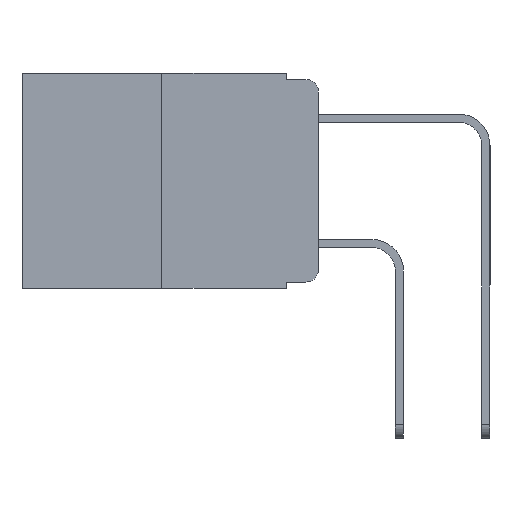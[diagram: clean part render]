
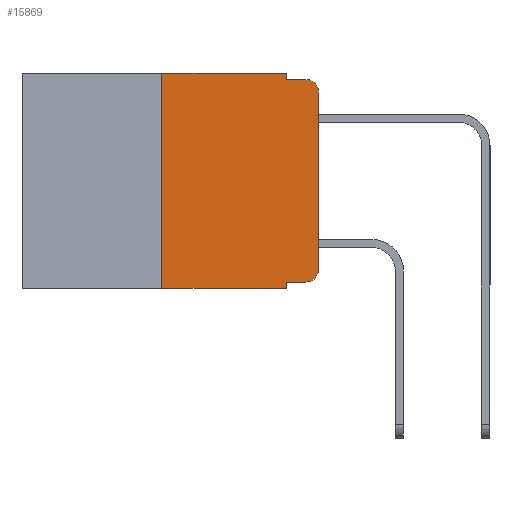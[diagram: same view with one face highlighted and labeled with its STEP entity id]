
A CAD part, left-side view. The second image highlights one B-rep face of the part: STEP entity #15869.
In plain terms, the highlighted planar face has unit normal (-1, 0, 0).
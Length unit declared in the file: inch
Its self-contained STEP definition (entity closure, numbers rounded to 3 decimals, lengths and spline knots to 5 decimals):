
#19 = LINE ( 'NONE', #8804, #3227 ) ;
#638 = VERTEX_POINT ( 'NONE', #14252 ) ;
#921 = EDGE_CURVE ( 'NONE', #7921, #14454, #19, .T. ) ;
#961 = CARTESIAN_POINT ( 'NONE',  ( 0., 0.02, -0.333 ) ) ;
#1177 = EDGE_CURVE ( 'NONE', #14571, #10571, #12636, .T. ) ;
#1381 = LINE ( 'NONE', #3118, #11195 ) ;
#1939 = ORIENTED_EDGE ( 'NONE', *, *, #15503, .T. ) ;
#2538 = CARTESIAN_POINT ( 'NONE',  ( 0., 0.051, 0. ) ) ;
#2767 = ORIENTED_EDGE ( 'NONE', *, *, #1177, .F. ) ;
#2804 = VECTOR ( 'NONE', #7229, 39.37008 ) ;
#3118 = CARTESIAN_POINT ( 'NONE',  ( 0., 0.051, 0. ) ) ;
#3184 = ORIENTED_EDGE ( 'NONE', *, *, #7024, .F. ) ;
#3227 = VECTOR ( 'NONE', #9645, 39.37008 ) ;
#3343 = LINE ( 'NONE', #2538, #13304 ) ;
#3493 = LINE ( 'NONE', #5260, #9882 ) ;
#3525 = CARTESIAN_POINT ( 'NONE',  ( 0., 0.473, 0. ) ) ;
#3812 = DIRECTION ( 'NONE',  ( 0., 0., -1. ) ) ;
#4034 = DIRECTION ( 'NONE',  ( 0., -1., 0. ) ) ;
#4104 = VECTOR ( 'NONE', #9133, 39.37008 ) ;
#4194 = VERTEX_POINT ( 'NONE', #12185 ) ;
#4397 = CARTESIAN_POINT ( 'NONE',  ( 0., 0.02, -0.03 ) ) ;
#4476 = EDGE_CURVE ( 'NONE', #10571, #7921, #3343, .T. ) ;
#4600 = VERTEX_POINT ( 'NONE', #14816 ) ;
#4743 = PLANE ( 'NONE',  #10938 ) ;
#4794 = DIRECTION ( 'NONE',  ( 0., 0., -1. ) ) ;
#5210 = AXIS2_PLACEMENT_3D ( 'NONE', #4397, #13117, #5665 ) ;
#5260 = CARTESIAN_POINT ( 'NONE',  ( 0., 0., 0. ) ) ;
#5368 = ORIENTED_EDGE ( 'NONE', *, *, #16271, .T. ) ;
#5519 = VERTEX_POINT ( 'NONE', #961 ) ;
#5665 = DIRECTION ( 'NONE',  ( 0., 0., -1. ) ) ;
#5945 = CARTESIAN_POINT ( 'NONE',  ( 0., 0.051, -0.333 ) ) ;
#6165 = ORIENTED_EDGE ( 'NONE', *, *, #6173, .F. ) ;
#6173 = EDGE_CURVE ( 'NONE', #4600, #14571, #14365, .T. ) ;
#6323 = DIRECTION ( 'NONE',  ( 0., -1., 0. ) ) ;
#6528 = DIRECTION ( 'NONE',  ( 0., 0., 1. ) ) ;
#6623 = CIRCLE ( 'NONE', #12180, 0.02 ) ;
#6644 = VECTOR ( 'NONE', #4034, 39.37008 ) ;
#6838 = CARTESIAN_POINT ( 'NONE',  ( 0., 0.25, 0. ) ) ;
#7024 = EDGE_CURVE ( 'NONE', #4194, #638, #1381, .T. ) ;
#7229 = DIRECTION ( 'NONE',  ( 0., -1., 0. ) ) ;
#7265 = FACE_OUTER_BOUND ( 'NONE', #13472, .T. ) ;
#7703 = VERTEX_POINT ( 'NONE', #10817 ) ;
#7726 = CARTESIAN_POINT ( 'NONE',  ( 0., 0.02, -0.313 ) ) ;
#7763 = VERTEX_POINT ( 'NONE', #14485 ) ;
#7921 = VERTEX_POINT ( 'NONE', #9950 ) ;
#8763 = EDGE_CURVE ( 'NONE', #4194, #5519, #9609, .T. ) ;
#8804 = CARTESIAN_POINT ( 'NONE',  ( 0., 0.051, -0.01 ) ) ;
#9005 = DIRECTION ( 'NONE',  ( 0., 0., -1. ) ) ;
#9133 = DIRECTION ( 'NONE',  ( 0., 0., 1. ) ) ;
#9161 = CARTESIAN_POINT ( 'NONE',  ( 0., 0.473, -0.343 ) ) ;
#9607 = EDGE_CURVE ( 'NONE', #5519, #7763, #6623, .T. ) ;
#9609 = LINE ( 'NONE', #5945, #2804 ) ;
#9645 = DIRECTION ( 'NONE',  ( 0., -1., 0. ) ) ;
#9691 = CARTESIAN_POINT ( 'NONE',  ( 0., 0.051, 0. ) ) ;
#9882 = VECTOR ( 'NONE', #6528, 39.37008 ) ;
#9950 = CARTESIAN_POINT ( 'NONE',  ( 0., 0.051, -0.01 ) ) ;
#10217 = CARTESIAN_POINT ( 'NONE',  ( 0., 0.473, 0. ) ) ;
#10571 = VERTEX_POINT ( 'NONE', #9691 ) ;
#10817 = CARTESIAN_POINT ( 'NONE',  ( 0., 0., -0.03 ) ) ;
#10938 = AXIS2_PLACEMENT_3D ( 'NONE', #3525, #12311, #4794 ) ;
#11007 = CIRCLE ( 'NONE', #5210, 0.02 ) ;
#11195 = VECTOR ( 'NONE', #15487, 39.37008 ) ;
#11700 = CARTESIAN_POINT ( 'NONE',  ( 0., 0.02, -0.01 ) ) ;
#12048 = ORIENTED_EDGE ( 'NONE', *, *, #921, .F. ) ;
#12180 = AXIS2_PLACEMENT_3D ( 'NONE', #7726, #16172, #9005 ) ;
#12185 = CARTESIAN_POINT ( 'NONE',  ( 0., 0.051, -0.333 ) ) ;
#12311 = DIRECTION ( 'NONE',  ( 1., 0., 0. ) ) ;
#12636 = LINE ( 'NONE', #10217, #15392 ) ;
#12788 = CARTESIAN_POINT ( 'NONE',  ( 0., 0.25, 0. ) ) ;
#13117 = DIRECTION ( 'NONE',  ( -1., 0., 0. ) ) ;
#13153 = ORIENTED_EDGE ( 'NONE', *, *, #8763, .T. ) ;
#13235 = LINE ( 'NONE', #9161, #6644 ) ;
#13304 = VECTOR ( 'NONE', #3812, 39.37008 ) ;
#13472 = EDGE_LOOP ( 'NONE', ( #1939, #5368, #12048, #15185, #2767, #6165, #15915, #3184, #13153, #16281 ) ) ;
#14252 = CARTESIAN_POINT ( 'NONE',  ( 0., 0.051, -0.343 ) ) ;
#14365 = LINE ( 'NONE', #12788, #4104 ) ;
#14454 = VERTEX_POINT ( 'NONE', #11700 ) ;
#14485 = CARTESIAN_POINT ( 'NONE',  ( 0., 0., -0.313 ) ) ;
#14571 = VERTEX_POINT ( 'NONE', #6838 ) ;
#14816 = CARTESIAN_POINT ( 'NONE',  ( 0., 0.25, -0.343 ) ) ;
#15185 = ORIENTED_EDGE ( 'NONE', *, *, #4476, .F. ) ;
#15392 = VECTOR ( 'NONE', #6323, 39.37008 ) ;
#15487 = DIRECTION ( 'NONE',  ( 0., 0., -1. ) ) ;
#15503 = EDGE_CURVE ( 'NONE', #7763, #7703, #3493, .T. ) ;
#15869 = ADVANCED_FACE ( 'NONE', ( #7265 ), #4743, .F. ) ;
#15915 = ORIENTED_EDGE ( 'NONE', *, *, #16109, .T. ) ;
#16109 = EDGE_CURVE ( 'NONE', #4600, #638, #13235, .T. ) ;
#16172 = DIRECTION ( 'NONE',  ( -1., 0., 0. ) ) ;
#16271 = EDGE_CURVE ( 'NONE', #7703, #14454, #11007, .T. ) ;
#16281 = ORIENTED_EDGE ( 'NONE', *, *, #9607, .T. ) ;
